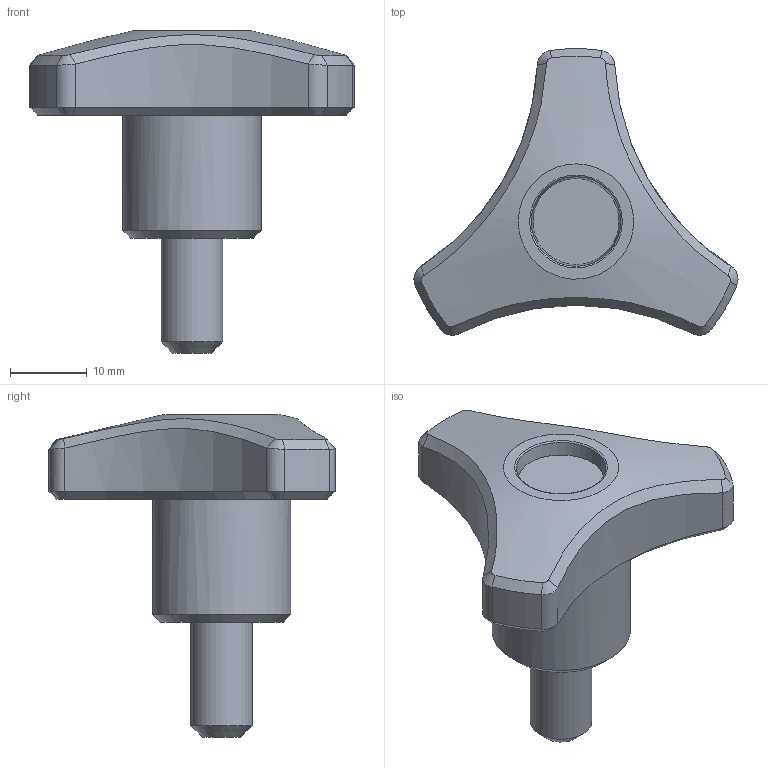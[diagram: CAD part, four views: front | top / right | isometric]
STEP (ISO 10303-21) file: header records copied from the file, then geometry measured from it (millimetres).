
FILE_DESCRIPTION( ( 'Unknown' ), '1' );
FILE_NAME( '7383040_V3_45P_M08x15.stp', 'Unknown', ( 'Unknown' ), ( 'Unknown' ), 'PSStep 11.0', 'Unknown', ' ' );
FILE_SCHEMA( ( 'AUTOMOTIVE_DESIGN { 1 0 10303 214 1 1 1 1 }' ) );
Length unit declared in the file: millimetre
Products named in the file (1): 1
Bounding box: 42.15 x 37.24 x 42 mm (x, y, z)
Volume: 10563.5 mm3; surface area: 4984.1 mm2
Topology: 1 solids, 1 shells, 60 faces, 140 edges, 85 vertices
Faces by surface type: cylinder 23, cone 19, bspline 9, plane 8, torus 1
Full cylindrical faces by diameter (mm): 8 x1, 18 x1
Entity records: 2550 total; most frequent: CARTESIAN_POINT 776, DIRECTION 266, ORIENTED_EDGE 258, EDGE_CURVE 129, AXIS2_PLACEMENT_3D 115, VERTEX_POINT 81, EDGE_LOOP 70, FACE_OUTER_BOUND 63
